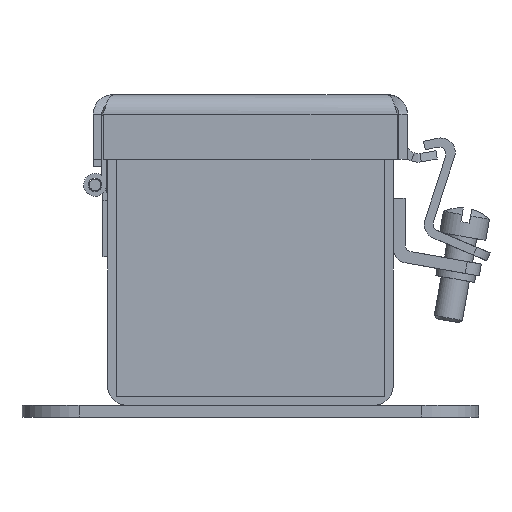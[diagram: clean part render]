
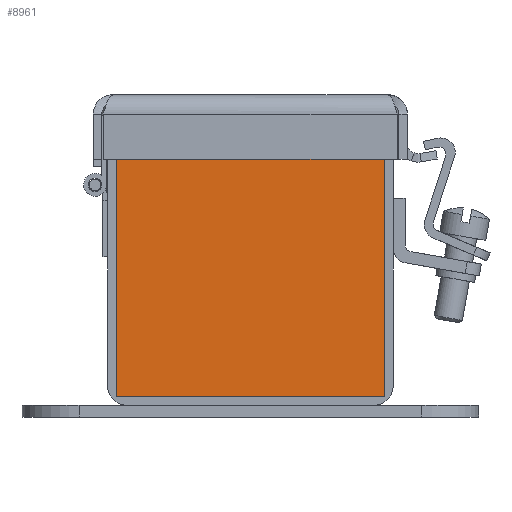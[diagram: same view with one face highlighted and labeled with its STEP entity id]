
A CAD part, left-side view. The second image highlights one B-rep face of the part: STEP entity #8961.
In plain terms, the highlighted planar face has unit normal (-1, 0, 0).
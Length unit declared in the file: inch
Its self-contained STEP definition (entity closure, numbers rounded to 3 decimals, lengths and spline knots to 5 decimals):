
#17 = CARTESIAN_POINT ( 'NONE',  ( -6., -1.176, -1.176 ) ) ;
#724 = CARTESIAN_POINT ( 'NONE',  ( -6., -1.176, 1.176 ) ) ;
#1128 = ORIENTED_EDGE ( 'NONE', *, *, #7518, .T. ) ;
#1139 = EDGE_CURVE ( 'NONE', #14991, #7950, #4788, .T. ) ;
#1325 = CARTESIAN_POINT ( 'NONE',  ( -6., 1.176, -1.176 ) ) ;
#1445 = EDGE_CURVE ( 'NONE', #12955, #17593, #14607, .T. ) ;
#1467 = VERTEX_POINT ( 'NONE', #18193 ) ;
#1636 = DIRECTION ( 'NONE',  ( 0., 1., 0. ) ) ;
#1750 = LINE ( 'NONE', #3534, #15024 ) ;
#1994 = CARTESIAN_POINT ( 'NONE',  ( -6., -1.176, -1.176 ) ) ;
#2007 = VECTOR ( 'NONE', #9749, 39.37008 ) ;
#2116 = VECTOR ( 'NONE', #10742, 39.37008 ) ;
#2550 = LINE ( 'NONE', #8972, #12369 ) ;
#2589 = CARTESIAN_POINT ( 'NONE',  ( -6., -0.6777, 1.08205 ) ) ;
#2634 = EDGE_CURVE ( 'NONE', #17672, #15004, #12655, .T. ) ;
#2750 = VECTOR ( 'NONE', #12179, 39.37008 ) ;
#3300 = CARTESIAN_POINT ( 'NONE',  ( -6., -0.6777, 1.176 ) ) ;
#3405 = CARTESIAN_POINT ( 'NONE',  ( -6., 0., 1.08205 ) ) ;
#3534 = CARTESIAN_POINT ( 'NONE',  ( -6., 1.176, -1.176 ) ) ;
#3955 = LINE ( 'NONE', #20116, #2750 ) ;
#4219 = EDGE_CURVE ( 'NONE', #12265, #16235, #17686, .T. ) ;
#4289 = ORIENTED_EDGE ( 'NONE', *, *, #1445, .F. ) ;
#4318 = LINE ( 'NONE', #8957, #2116 ) ;
#4788 = LINE ( 'NONE', #17, #5951 ) ;
#4932 = ORIENTED_EDGE ( 'NONE', *, *, #19670, .F. ) ;
#5246 = PLANE ( 'NONE',  #11137 ) ;
#5278 = DIRECTION ( 'NONE',  ( 0., -1., 0. ) ) ;
#5479 = EDGE_LOOP ( 'NONE', ( #15347, #13096, #4289, #10091, #6816, #1128, #4932, #19863, #9054, #11735, #6761, #17393 ) ) ;
#5698 = EDGE_CURVE ( 'NONE', #17593, #19402, #4318, .T. ) ;
#5951 = VECTOR ( 'NONE', #16102, 39.37008 ) ;
#6440 = VECTOR ( 'NONE', #13116, 39.37008 ) ;
#6612 = CARTESIAN_POINT ( 'NONE',  ( -6., 0.6777, 1.08205 ) ) ;
#6761 = ORIENTED_EDGE ( 'NONE', *, *, #15501, .F. ) ;
#6816 = ORIENTED_EDGE ( 'NONE', *, *, #2634, .F. ) ;
#7409 = DIRECTION ( 'NONE',  ( 0., 0., 1. ) ) ;
#7518 = EDGE_CURVE ( 'NONE', #17672, #1467, #17820, .T. ) ;
#7950 = VERTEX_POINT ( 'NONE', #1994 ) ;
#8044 = DIRECTION ( 'NONE',  ( 0., -1., 0. ) ) ;
#8957 = CARTESIAN_POINT ( 'NONE',  ( -6., -0.6775, 0. ) ) ;
#8961 = ADVANCED_FACE ( 'NONE', ( #19527 ), #5246, .F. ) ;
#8972 = CARTESIAN_POINT ( 'NONE',  ( -6., 1.176, 1.176 ) ) ;
#9054 = ORIENTED_EDGE ( 'NONE', *, *, #20031, .F. ) ;
#9289 = DIRECTION ( 'NONE',  ( 0., -1., 0. ) ) ;
#9669 = DIRECTION ( 'NONE',  ( 0., 1., 0. ) ) ;
#9749 = DIRECTION ( 'NONE',  ( 0., 0., -1. ) ) ;
#10091 = ORIENTED_EDGE ( 'NONE', *, *, #16152, .F. ) ;
#10742 = DIRECTION ( 'NONE',  ( 0., 0., -1. ) ) ;
#10814 = EDGE_CURVE ( 'NONE', #19402, #16235, #19787, .T. ) ;
#10931 = CARTESIAN_POINT ( 'NONE',  ( -6., 0.6775, 0. ) ) ;
#11069 = CARTESIAN_POINT ( 'NONE',  ( -6., -1.176, 1.176 ) ) ;
#11137 = AXIS2_PLACEMENT_3D ( 'NONE', #12835, #11265, #9669 ) ;
#11265 = DIRECTION ( 'NONE',  ( 1., 0., 0. ) ) ;
#11543 = VECTOR ( 'NONE', #14636, 39.37008 ) ;
#11735 = ORIENTED_EDGE ( 'NONE', *, *, #1139, .F. ) ;
#12009 = CARTESIAN_POINT ( 'NONE',  ( -6., 0.6775, 1.08205 ) ) ;
#12179 = DIRECTION ( 'NONE',  ( 0., -1., 0. ) ) ;
#12265 = VERTEX_POINT ( 'NONE', #13865 ) ;
#12369 = VECTOR ( 'NONE', #7409, 39.37008 ) ;
#12388 = VERTEX_POINT ( 'NONE', #1325 ) ;
#12492 = CARTESIAN_POINT ( 'NONE',  ( -6., 0.6777, 1.08205 ) ) ;
#12655 = LINE ( 'NONE', #15685, #14419 ) ;
#12709 = VERTEX_POINT ( 'NONE', #15392 ) ;
#12835 = CARTESIAN_POINT ( 'NONE',  ( -6., 0., 0. ) ) ;
#12955 = VERTEX_POINT ( 'NONE', #19995 ) ;
#13096 = ORIENTED_EDGE ( 'NONE', *, *, #5698, .F. ) ;
#13116 = DIRECTION ( 'NONE',  ( 0., 0., 1. ) ) ;
#13865 = CARTESIAN_POINT ( 'NONE',  ( -6., -0.6777, 1.176 ) ) ;
#14025 = VECTOR ( 'NONE', #9289, 39.37008 ) ;
#14189 = LINE ( 'NONE', #11069, #14025 ) ;
#14419 = VECTOR ( 'NONE', #8044, 39.37008 ) ;
#14607 = LINE ( 'NONE', #19444, #15986 ) ;
#14636 = DIRECTION ( 'NONE',  ( 0., -1., 0. ) ) ;
#14991 = VERTEX_POINT ( 'NONE', #724 ) ;
#15004 = VERTEX_POINT ( 'NONE', #12009 ) ;
#15024 = VECTOR ( 'NONE', #1636, 39.37008 ) ;
#15162 = CARTESIAN_POINT ( 'NONE',  ( -6., -0.6775, 1.08205 ) ) ;
#15294 = CARTESIAN_POINT ( 'NONE',  ( -6., -0.6775, 1.08225 ) ) ;
#15347 = ORIENTED_EDGE ( 'NONE', *, *, #10814, .F. ) ;
#15392 = CARTESIAN_POINT ( 'NONE',  ( -6., 1.176, 1.176 ) ) ;
#15501 = EDGE_CURVE ( 'NONE', #12265, #14991, #3955, .T. ) ;
#15685 = CARTESIAN_POINT ( 'NONE',  ( -6., 0., 1.08205 ) ) ;
#15986 = VECTOR ( 'NONE', #5278, 39.37008 ) ;
#16102 = DIRECTION ( 'NONE',  ( 0., 0., -1. ) ) ;
#16152 = EDGE_CURVE ( 'NONE', #15004, #12955, #17113, .T. ) ;
#16235 = VERTEX_POINT ( 'NONE', #2589 ) ;
#17113 = LINE ( 'NONE', #10931, #19654 ) ;
#17393 = ORIENTED_EDGE ( 'NONE', *, *, #4219, .T. ) ;
#17593 = VERTEX_POINT ( 'NONE', #15294 ) ;
#17672 = VERTEX_POINT ( 'NONE', #12492 ) ;
#17686 = LINE ( 'NONE', #3300, #2007 ) ;
#17820 = LINE ( 'NONE', #6612, #6440 ) ;
#18193 = CARTESIAN_POINT ( 'NONE',  ( -6., 0.6777, 1.176 ) ) ;
#18476 = DIRECTION ( 'NONE',  ( 0., 0., 1. ) ) ;
#19402 = VERTEX_POINT ( 'NONE', #15162 ) ;
#19444 = CARTESIAN_POINT ( 'NONE',  ( -6., 0., 1.08225 ) ) ;
#19527 = FACE_OUTER_BOUND ( 'NONE', #5479, .T. ) ;
#19654 = VECTOR ( 'NONE', #18476, 39.37008 ) ;
#19659 = EDGE_CURVE ( 'NONE', #12388, #12709, #2550, .T. ) ;
#19670 = EDGE_CURVE ( 'NONE', #12709, #1467, #14189, .T. ) ;
#19787 = LINE ( 'NONE', #3405, #11543 ) ;
#19863 = ORIENTED_EDGE ( 'NONE', *, *, #19659, .F. ) ;
#19995 = CARTESIAN_POINT ( 'NONE',  ( -6., 0.6775, 1.08225 ) ) ;
#20031 = EDGE_CURVE ( 'NONE', #7950, #12388, #1750, .T. ) ;
#20116 = CARTESIAN_POINT ( 'NONE',  ( -6., -1.176, 1.176 ) ) ;
